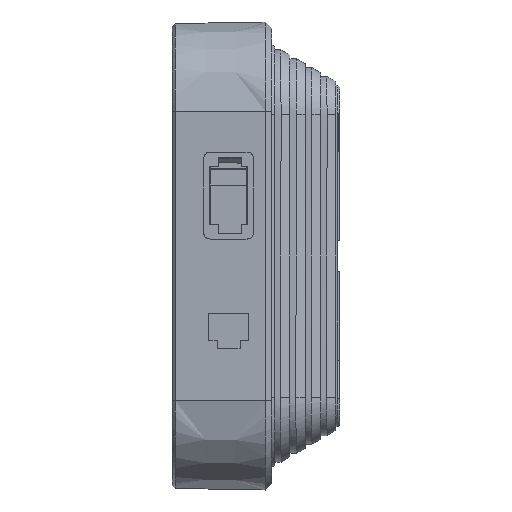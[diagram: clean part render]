
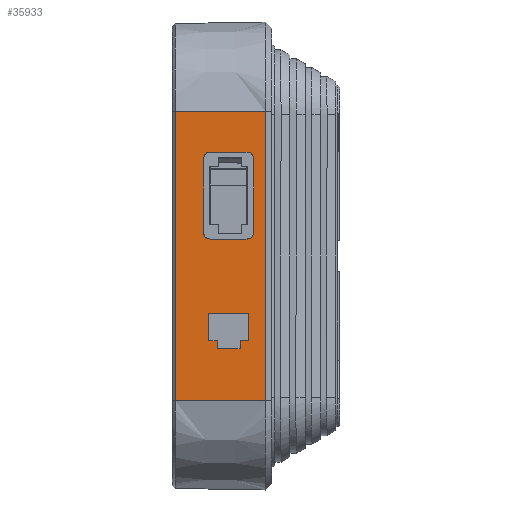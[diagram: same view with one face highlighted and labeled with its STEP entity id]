
A CAD part, left-side view. The second image highlights one B-rep face of the part: STEP entity #35933.
In plain terms, the highlighted planar face has unit normal (-1, 0.018, 0).
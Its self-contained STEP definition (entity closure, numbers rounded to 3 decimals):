
#2301=B_SPLINE_CURVE_WITH_KNOTS('',3,(#65297,#65298,#65299,#65300,#65301),
 .UNSPECIFIED.,.F.,.F.,(4,1,4),(0.,0.5,1.),.UNSPECIFIED.);
#2302=B_SPLINE_CURVE_WITH_KNOTS('',3,(#65318,#65319,#65320,#65321,#65322),
 .UNSPECIFIED.,.F.,.F.,(4,1,4),(0.,0.5,1.),.UNSPECIFIED.);
#2303=B_SPLINE_CURVE_WITH_KNOTS('',3,(#65339,#65340,#65341,#65342,#65343),
 .UNSPECIFIED.,.F.,.F.,(4,1,4),(0.,0.5,1.),.UNSPECIFIED.);
#2304=B_SPLINE_CURVE_WITH_KNOTS('',3,(#65360,#65361,#65362,#65363,#65364),
 .UNSPECIFIED.,.F.,.F.,(4,1,4),(0.,0.5,1.),.UNSPECIFIED.);
#10820=ORIENTED_EDGE('',*,*,#16215,.T.);
#10821=ORIENTED_EDGE('',*,*,#16228,.T.);
#10822=ORIENTED_EDGE('',*,*,#16227,.T.);
#10823=ORIENTED_EDGE('',*,*,#16225,.T.);
#10824=ORIENTED_EDGE('',*,*,#16223,.T.);
#10825=ORIENTED_EDGE('',*,*,#16221,.T.);
#10826=ORIENTED_EDGE('',*,*,#16219,.T.);
#10827=ORIENTED_EDGE('',*,*,#16217,.T.);
#10828=ORIENTED_EDGE('',*,*,#17172,.T.);
#10829=ORIENTED_EDGE('',*,*,#15727,.T.);
#10830=ORIENTED_EDGE('',*,*,#17186,.T.);
#10831=ORIENTED_EDGE('',*,*,#15976,.T.);
#10832=ORIENTED_EDGE('',*,*,#16128,.F.);
#10833=ORIENTED_EDGE('',*,*,#16126,.F.);
#10834=ORIENTED_EDGE('',*,*,#16123,.F.);
#10835=ORIENTED_EDGE('',*,*,#16120,.F.);
#10836=ORIENTED_EDGE('',*,*,#16117,.F.);
#10837=ORIENTED_EDGE('',*,*,#16114,.F.);
#10838=ORIENTED_EDGE('',*,*,#16111,.F.);
#10839=ORIENTED_EDGE('',*,*,#16108,.F.);
#15727=EDGE_CURVE('',#19924,#19928,#23304,.T.);
#15976=EDGE_CURVE('',#20105,#20113,#23451,.T.);
#16108=EDGE_CURVE('',#20203,#20201,#23569,.T.);
#16111=EDGE_CURVE('',#20201,#20205,#23572,.T.);
#16114=EDGE_CURVE('',#20205,#20207,#23575,.T.);
#16117=EDGE_CURVE('',#20207,#20209,#23578,.T.);
#16120=EDGE_CURVE('',#20209,#20211,#23581,.T.);
#16123=EDGE_CURVE('',#20211,#20213,#23584,.T.);
#16126=EDGE_CURVE('',#20213,#20215,#23587,.T.);
#16128=EDGE_CURVE('',#20215,#20203,#23589,.T.);
#16215=EDGE_CURVE('',#20284,#20285,#2301,.T.);
#16217=EDGE_CURVE('',#20286,#20284,#23673,.T.);
#16219=EDGE_CURVE('',#20287,#20286,#2302,.T.);
#16221=EDGE_CURVE('',#20288,#20287,#23676,.T.);
#16223=EDGE_CURVE('',#20289,#20288,#2303,.T.);
#16225=EDGE_CURVE('',#20290,#20289,#23679,.T.);
#16227=EDGE_CURVE('',#20291,#20290,#2304,.T.);
#16228=EDGE_CURVE('',#20285,#20291,#23681,.T.);
#17172=EDGE_CURVE('',#20113,#19924,#24452,.T.);
#17186=EDGE_CURVE('',#19928,#20105,#24458,.T.);
#19924=VERTEX_POINT('',#55778);
#19928=VERTEX_POINT('',#55883);
#20105=VERTEX_POINT('',#64488);
#20113=VERTEX_POINT('',#64607);
#20201=VERTEX_POINT('',#65047);
#20203=VERTEX_POINT('',#65051);
#20205=VERTEX_POINT('',#65056);
#20207=VERTEX_POINT('',#65062);
#20209=VERTEX_POINT('',#65068);
#20211=VERTEX_POINT('',#65074);
#20213=VERTEX_POINT('',#65080);
#20215=VERTEX_POINT('',#65086);
#20284=VERTEX_POINT('',#65294);
#20285=VERTEX_POINT('',#65296);
#20286=VERTEX_POINT('',#65304);
#20287=VERTEX_POINT('',#65317);
#20288=VERTEX_POINT('',#65325);
#20289=VERTEX_POINT('',#65338);
#20290=VERTEX_POINT('',#65346);
#20291=VERTEX_POINT('',#65359);
#23304=LINE('',#55884,#26784);
#23451=LINE('',#64608,#26931);
#23569=LINE('',#65052,#27049);
#23572=LINE('',#65058,#27052);
#23575=LINE('',#65064,#27055);
#23578=LINE('',#65070,#27058);
#23581=LINE('',#65076,#27061);
#23584=LINE('',#65082,#27064);
#23587=LINE('',#65088,#27067);
#23589=LINE('',#65091,#27069);
#23673=LINE('',#65305,#27153);
#23676=LINE('',#65326,#27156);
#23679=LINE('',#65347,#27159);
#23681=LINE('',#65366,#27161);
#24452=LINE('',#67483,#27932);
#24458=LINE('',#67625,#27938);
#26784=VECTOR('',#45354,1000.);
#26931=VECTOR('',#45655,1000.);
#27049=VECTOR('',#45845,1000.);
#27052=VECTOR('',#45850,1000.);
#27055=VECTOR('',#45855,1000.);
#27058=VECTOR('',#45860,1000.);
#27061=VECTOR('',#45865,1000.);
#27064=VECTOR('',#45870,1000.);
#27067=VECTOR('',#45875,1000.);
#27069=VECTOR('',#45879,1000.);
#27153=VECTOR('',#46011,1000.);
#27156=VECTOR('',#46016,1000.);
#27159=VECTOR('',#46021,1000.);
#27161=VECTOR('',#46025,1000.);
#27932=VECTOR('',#47782,1000.);
#27938=VECTOR('',#47796,1000.);
#30179=EDGE_LOOP('',(#10820,#10821,#10822,#10823,#10824,#10825,#10826,#10827));
#30180=EDGE_LOOP('',(#10828,#10829,#10830,#10831));
#30181=EDGE_LOOP('',(#10832,#10833,#10834,#10835,#10836,#10837,#10838,#10839));
#32673=FACE_BOUND('',#30179,.T.);
#32674=FACE_BOUND('',#30180,.T.);
#32675=FACE_BOUND('',#30181,.T.);
#34282=PLANE('',#38995);
#35933=ADVANCED_FACE('',(#32673,#32674,#32675),#34282,.T.);
#38995=AXIS2_PLACEMENT_3D('',#68415,#48402,#48403);
#45354=DIRECTION('',(0.,0.,-1.));
#45655=DIRECTION('',(0.,0.,1.));
#45845=DIRECTION('',(0.,0.,-1.));
#45850=DIRECTION('',(-0.017,-1.,0.));
#45855=DIRECTION('',(0.,0.,-1.));
#45860=DIRECTION('',(-0.017,-1.,0.));
#45865=DIRECTION('',(0.,0.,1.));
#45870=DIRECTION('',(-0.017,-1.,0.));
#45875=DIRECTION('',(0.,0.,1.));
#45879=DIRECTION('',(0.017,1.,0.));
#46011=DIRECTION('',(-0.017,-1.,0.));
#46016=DIRECTION('',(0.,0.,1.));
#46021=DIRECTION('',(0.017,1.,0.));
#46025=DIRECTION('',(0.,0.,-1.));
#47782=DIRECTION('',(0.017,1.,0.));
#47796=DIRECTION('',(-0.017,-1.,0.));
#48402=DIRECTION('',(-1.,0.017,0.));
#48403=DIRECTION('',(0.017,1.,0.));
#55778=CARTESIAN_POINT('',(-75.929,2.017,47.222));
#55883=CARTESIAN_POINT('',(-75.929,2.017,-47.222));
#55884=CARTESIAN_POINT('',(-75.929,2.017,-9.2));
#64488=CARTESIAN_POINT('',(-76.445,-27.5,-47.222));
#64607=CARTESIAN_POINT('',(-76.445,-27.5,47.222));
#64608=CARTESIAN_POINT('',(-76.445,-27.5,-9.2));
#65047=CARTESIAN_POINT('',(-76.12,-8.886,-27.679));
#65051=CARTESIAN_POINT('',(-76.12,-8.886,-18.801));
#65052=CARTESIAN_POINT('',(-76.12,-8.886,-9.2));
#65056=CARTESIAN_POINT('',(-76.17,-11.791,-27.679));
#65058=CARTESIAN_POINT('',(-75.912,3.,-27.679));
#65062=CARTESIAN_POINT('',(-76.17,-11.791,-30.358));
#65064=CARTESIAN_POINT('',(-76.17,-11.791,-9.2));
#65068=CARTESIAN_POINT('',(-76.3,-19.191,-30.358));
#65070=CARTESIAN_POINT('',(-75.912,3.,-30.358));
#65074=CARTESIAN_POINT('',(-76.3,-19.191,-27.679));
#65076=CARTESIAN_POINT('',(-76.3,-19.191,-9.2));
#65080=CARTESIAN_POINT('',(-76.349,-21.996,-27.679));
#65082=CARTESIAN_POINT('',(-75.912,3.,-27.679));
#65086=CARTESIAN_POINT('',(-76.349,-21.996,-18.801));
#65088=CARTESIAN_POINT('',(-76.349,-21.996,-9.2));
#65091=CARTESIAN_POINT('',(-75.912,3.,-18.801));
#65294=CARTESIAN_POINT('',(-76.339,-21.463,33.949));
#65296=CARTESIAN_POINT('',(-76.378,-23.662,31.749));
#65297=CARTESIAN_POINT('',(-76.339,-21.463,33.949));
#65298=CARTESIAN_POINT('',(-76.349,-22.041,33.949));
#65299=CARTESIAN_POINT('',(-76.369,-23.183,33.471));
#65300=CARTESIAN_POINT('',(-76.378,-23.662,32.328));
#65301=CARTESIAN_POINT('',(-76.378,-23.662,31.749));
#65304=CARTESIAN_POINT('',(-76.13,-9.464,33.949));
#65305=CARTESIAN_POINT('',(-75.912,3.,33.949));
#65317=CARTESIAN_POINT('',(-76.091,-7.265,31.749));
#65318=CARTESIAN_POINT('',(-76.091,-7.265,31.749));
#65319=CARTESIAN_POINT('',(-76.091,-7.265,32.328));
#65320=CARTESIAN_POINT('',(-76.1,-7.742,33.47));
#65321=CARTESIAN_POINT('',(-76.12,-8.885,33.949));
#65322=CARTESIAN_POINT('',(-76.13,-9.464,33.949));
#65325=CARTESIAN_POINT('',(-76.091,-7.265,7.749));
#65326=CARTESIAN_POINT('',(-76.091,-7.265,-9.2));
#65338=CARTESIAN_POINT('',(-76.13,-9.464,5.549));
#65339=CARTESIAN_POINT('',(-76.13,-9.464,5.549));
#65340=CARTESIAN_POINT('',(-76.12,-8.886,5.549));
#65341=CARTESIAN_POINT('',(-76.1,-7.744,6.026));
#65342=CARTESIAN_POINT('',(-76.091,-7.265,7.17));
#65343=CARTESIAN_POINT('',(-76.091,-7.265,7.749));
#65346=CARTESIAN_POINT('',(-76.339,-21.463,5.549));
#65347=CARTESIAN_POINT('',(-75.912,3.,5.549));
#65359=CARTESIAN_POINT('',(-76.378,-23.662,7.749));
#65360=CARTESIAN_POINT('',(-76.378,-23.662,7.749));
#65361=CARTESIAN_POINT('',(-76.378,-23.662,7.17));
#65362=CARTESIAN_POINT('',(-76.369,-23.185,6.028));
#65363=CARTESIAN_POINT('',(-76.349,-22.042,5.549));
#65364=CARTESIAN_POINT('',(-76.339,-21.463,5.549));
#65366=CARTESIAN_POINT('',(-76.378,-23.662,-9.2));
#67483=CARTESIAN_POINT('',(-75.912,3.,47.222));
#67625=CARTESIAN_POINT('',(-75.912,3.,-47.222));
#68415=CARTESIAN_POINT('',(-75.912,3.,-9.2));
